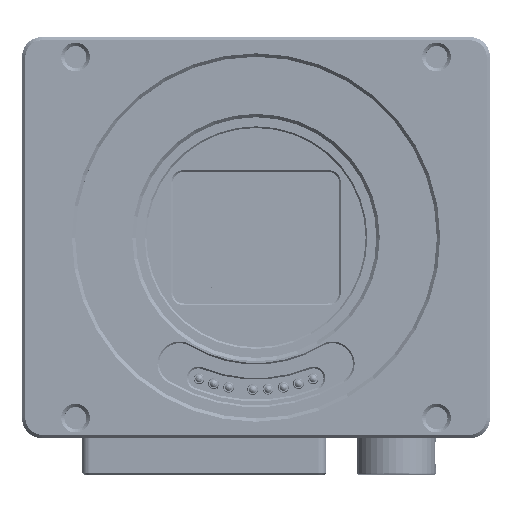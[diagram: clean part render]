
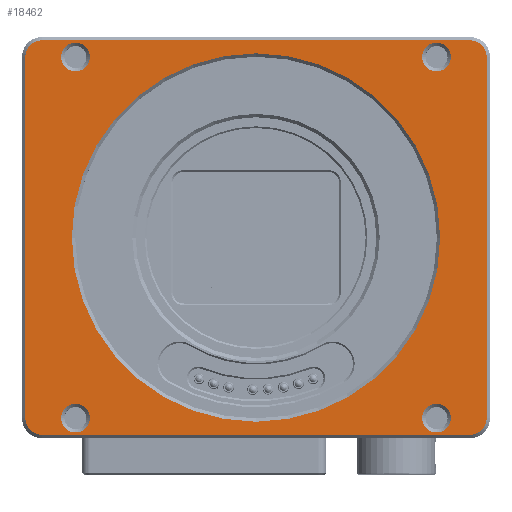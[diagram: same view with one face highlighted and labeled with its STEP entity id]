
A CAD part, top view. The second image highlights one B-rep face of the part: STEP entity #18462.
In plain terms, the highlighted planar face has unit normal (0, 0, 1).
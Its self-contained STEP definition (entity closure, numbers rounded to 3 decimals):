
#8869=FACE_BOUND('',#28744,.T.);
#8870=FACE_BOUND('',#28745,.T.);
#8871=FACE_BOUND('',#28746,.T.);
#8872=FACE_BOUND('',#28747,.T.);
#8873=FACE_BOUND('',#28748,.T.);
#8874=FACE_BOUND('',#28749,.T.);
#14370=CIRCLE('',#83543,2.15);
#14371=CIRCLE('',#83544,2.15);
#14372=CIRCLE('',#83545,2.15);
#14373=CIRCLE('',#83546,2.15);
#14374=CIRCLE('',#83547,2.5);
#14375=CIRCLE('',#83548,2.5);
#14376=CIRCLE('',#83549,2.5);
#14377=CIRCLE('',#83550,2.5);
#14378=CIRCLE('',#83551,27.55);
#18462=ADVANCED_FACE('',(#8869,#8870,#8871,#8872,#8873,#8874),#22425,.F.);
#22425=PLANE('',#83552);
#28744=EDGE_LOOP('',(#38580));
#28745=EDGE_LOOP('',(#38581));
#28746=EDGE_LOOP('',(#38582));
#28747=EDGE_LOOP('',(#38583));
#28748=EDGE_LOOP('',(#38584,#38585,#38586,#38587,#38588,#38589,#38590,#38591));
#28749=EDGE_LOOP('',(#38592));
#38580=ORIENTED_EDGE('',*,*,#63498,.T.);
#38581=ORIENTED_EDGE('',*,*,#63499,.T.);
#38582=ORIENTED_EDGE('',*,*,#63500,.T.);
#38583=ORIENTED_EDGE('',*,*,#63501,.T.);
#38584=ORIENTED_EDGE('',*,*,#63502,.T.);
#38585=ORIENTED_EDGE('',*,*,#63503,.T.);
#38586=ORIENTED_EDGE('',*,*,#63504,.T.);
#38587=ORIENTED_EDGE('',*,*,#63505,.T.);
#38588=ORIENTED_EDGE('',*,*,#63506,.T.);
#38589=ORIENTED_EDGE('',*,*,#63507,.T.);
#38590=ORIENTED_EDGE('',*,*,#63508,.T.);
#38591=ORIENTED_EDGE('',*,*,#63509,.T.);
#38592=ORIENTED_EDGE('',*,*,#63510,.T.);
#55989=VERTEX_POINT('',#121415);
#55990=VERTEX_POINT('',#121417);
#55991=VERTEX_POINT('',#121419);
#55992=VERTEX_POINT('',#121421);
#55993=VERTEX_POINT('',#121423);
#55994=VERTEX_POINT('',#121424);
#55995=VERTEX_POINT('',#121426);
#55996=VERTEX_POINT('',#121428);
#55997=VERTEX_POINT('',#121430);
#55998=VERTEX_POINT('',#121432);
#55999=VERTEX_POINT('',#121434);
#56000=VERTEX_POINT('',#121436);
#56001=VERTEX_POINT('',#121439);
#63498=EDGE_CURVE('',#55989,#55989,#14370,.T.);
#63499=EDGE_CURVE('',#55990,#55990,#14371,.T.);
#63500=EDGE_CURVE('',#55991,#55991,#14372,.T.);
#63501=EDGE_CURVE('',#55992,#55992,#14373,.T.);
#63502=EDGE_CURVE('',#55993,#55994,#72626,.T.);
#63503=EDGE_CURVE('',#55994,#55995,#14374,.T.);
#63504=EDGE_CURVE('',#55995,#55996,#72627,.T.);
#63505=EDGE_CURVE('',#55996,#55997,#14375,.T.);
#63506=EDGE_CURVE('',#55997,#55998,#72628,.T.);
#63507=EDGE_CURVE('',#55998,#55999,#14376,.T.);
#63508=EDGE_CURVE('',#55999,#56000,#72629,.T.);
#63509=EDGE_CURVE('',#56000,#55993,#14377,.T.);
#63510=EDGE_CURVE('',#56001,#56001,#14378,.T.);
#72626=LINE('',#121422,#77887);
#72627=LINE('',#121427,#77888);
#72628=LINE('',#121431,#77889);
#72629=LINE('',#121435,#77890);
#77887=VECTOR('',#94888,1.);
#77888=VECTOR('',#94891,1.);
#77889=VECTOR('',#94894,1.);
#77890=VECTOR('',#94897,1.);
#83543=AXIS2_PLACEMENT_3D('',#121414,#94880,#94881);
#83544=AXIS2_PLACEMENT_3D('',#121416,#94882,#94883);
#83545=AXIS2_PLACEMENT_3D('',#121418,#94884,#94885);
#83546=AXIS2_PLACEMENT_3D('',#121420,#94886,#94887);
#83547=AXIS2_PLACEMENT_3D('',#121425,#94889,#94890);
#83548=AXIS2_PLACEMENT_3D('',#121429,#94892,#94893);
#83549=AXIS2_PLACEMENT_3D('',#121433,#94895,#94896);
#83550=AXIS2_PLACEMENT_3D('',#121437,#94898,#94899);
#83551=AXIS2_PLACEMENT_3D('',#121438,#94900,#94901);
#83552=AXIS2_PLACEMENT_3D('',#121440,#94902,#94903);
#94880=DIRECTION('',(0.,0.,-1.));
#94881=DIRECTION('',(-1.,0.,0.));
#94882=DIRECTION('',(0.,0.,-1.));
#94883=DIRECTION('',(-1.,0.,0.));
#94884=DIRECTION('',(0.,0.,-1.));
#94885=DIRECTION('',(-1.,0.,0.));
#94886=DIRECTION('',(0.,0.,-1.));
#94887=DIRECTION('',(-1.,0.,0.));
#94888=DIRECTION('',(0.,-1.,0.));
#94889=DIRECTION('',(0.,0.,1.));
#94890=DIRECTION('',(-1.,0.,0.));
#94891=DIRECTION('',(1.,0.,0.));
#94892=DIRECTION('',(0.,0.,1.));
#94893=DIRECTION('',(-1.,0.,0.));
#94894=DIRECTION('',(0.,1.,0.));
#94895=DIRECTION('',(0.,0.,1.));
#94896=DIRECTION('',(-1.,0.,0.));
#94897=DIRECTION('',(-1.,0.,0.));
#94898=DIRECTION('',(0.,0.,1.));
#94899=DIRECTION('',(-1.,0.,0.));
#94900=DIRECTION('',(0.,0.,-1.));
#94901=DIRECTION('',(-1.,0.,0.));
#94902=DIRECTION('',(0.,0.,-1.));
#94903=DIRECTION('',(-1.,0.,0.));
#121414=CARTESIAN_POINT('',(-27.,27.,19.));
#121415=CARTESIAN_POINT('',(-29.15,27.,19.));
#121416=CARTESIAN_POINT('',(27.,27.,19.));
#121417=CARTESIAN_POINT('',(24.85,27.,19.));
#121418=CARTESIAN_POINT('',(27.,-27.,19.));
#121419=CARTESIAN_POINT('',(24.85,-27.,19.));
#121420=CARTESIAN_POINT('',(-27.,-27.,19.));
#121421=CARTESIAN_POINT('',(-29.15,-27.,19.));
#121422=CARTESIAN_POINT('',(-34.5,-27.,19.));
#121423=CARTESIAN_POINT('',(-34.5,27.,19.));
#121424=CARTESIAN_POINT('',(-34.5,-27.,19.));
#121425=CARTESIAN_POINT('',(-32.,-27.,19.));
#121426=CARTESIAN_POINT('',(-32.,-29.5,19.));
#121427=CARTESIAN_POINT('',(32.,-29.5,19.));
#121428=CARTESIAN_POINT('',(32.,-29.5,19.));
#121429=CARTESIAN_POINT('',(32.,-27.,19.));
#121430=CARTESIAN_POINT('',(34.5,-27.,19.));
#121431=CARTESIAN_POINT('',(34.5,27.,19.));
#121432=CARTESIAN_POINT('',(34.5,27.,19.));
#121433=CARTESIAN_POINT('',(32.,27.,19.));
#121434=CARTESIAN_POINT('',(32.,29.5,19.));
#121435=CARTESIAN_POINT('',(-32.,29.5,19.));
#121436=CARTESIAN_POINT('',(-32.,29.5,19.));
#121437=CARTESIAN_POINT('',(-32.,27.,19.));
#121438=CARTESIAN_POINT('',(0.,0.,19.));
#121439=CARTESIAN_POINT('',(-27.55,0.,19.));
#121440=CARTESIAN_POINT('',(0.,0.,19.));
